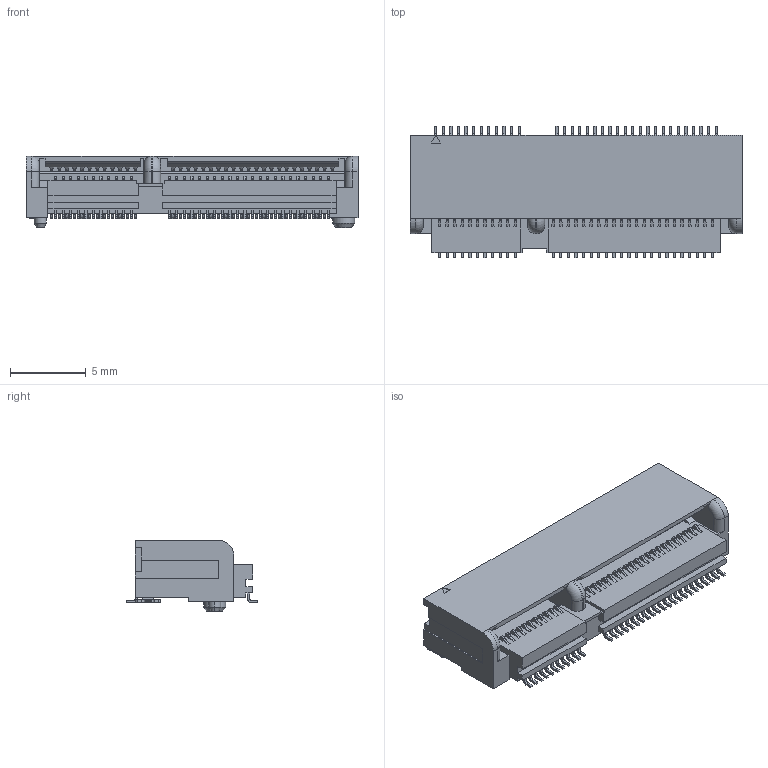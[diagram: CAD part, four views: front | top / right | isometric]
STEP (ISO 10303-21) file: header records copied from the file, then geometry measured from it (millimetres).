
FILE_DESCRIPTION(/* description */ ('Alibre Inc.'),/* implementation_level */ '2;1');
FILE_NAME(/* name */ 'export-692E58F6-9AE6-4704-9409-FF7D890B475C',/* time_stamp */ '2020-02-14T08:55:40-08:00',/* author */ (''),/* organization */ (''),/* preprocessor_version */ 'ST-DEVELOPER v17',/* originating_system */ 'Alibre',/* authorisation */ '');
FILE_SCHEMA (('AUTOMOTIVE_DESIGN'));
Length unit declared in the file: millimetre
Bounding box: 21.9 x 8.7 x 4.7 mm (x, y, z)
Volume: 499.7 mm3; surface area: 756.8 mm2
Topology: 1 solids, 1 shells, 1373 faces, 3785 edges, 2517 vertices
Faces by surface type: plane 1100, cylinder 265, cone 4, torus 4
Entity records: 41168 total; most frequent: CARTESIAN_POINT 9429, ORIENTED_EDGE 7570, DIRECTION 4576, EDGE_CURVE 3785, VECTOR 2862, LINE 2862, VERTEX_POINT 2517, EDGE_LOOP 1478
